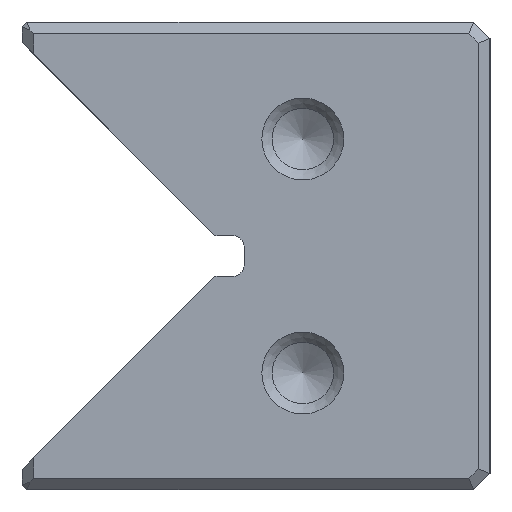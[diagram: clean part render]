
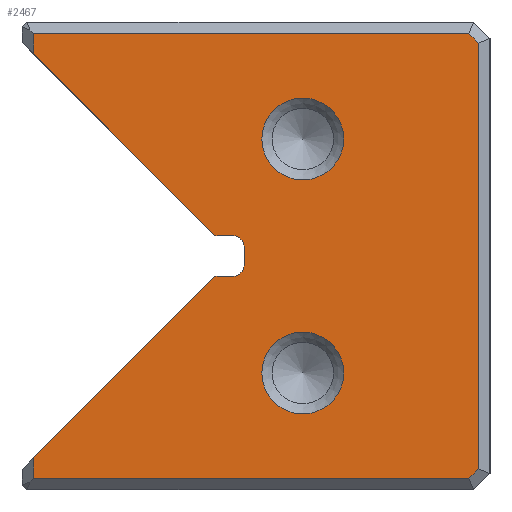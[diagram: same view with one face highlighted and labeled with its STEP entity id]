
A CAD part, left-side view. The second image highlights one B-rep face of the part: STEP entity #2467.
In plain terms, the highlighted planar face has unit normal (-1, 0, 0).
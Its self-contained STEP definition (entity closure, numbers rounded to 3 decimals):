
#2467=ADVANCED_FACE('',(#3361,#3362,#3363),#2844,.T.);
#2844=PLANE('',#8698);
#3090=CIRCLE('',#8694,3.5);
#3091=CIRCLE('',#8695,3.5);
#3092=CIRCLE('',#8696,1.);
#3093=CIRCLE('',#8697,1.);
#3361=FACE_BOUND('',#3531,.T.);
#3362=FACE_BOUND('',#3532,.T.);
#3363=FACE_BOUND('',#3533,.T.);
#3531=EDGE_LOOP('',(#4219));
#3532=EDGE_LOOP('',(#4220));
#3533=EDGE_LOOP('',(#4221,#4222,#4223,#4224,#4225,#4226,#4227,#4228,#4229,
#4230,#4231,#4232,#4233,#4234));
#4219=ORIENTED_EDGE('',*,*,#6675,.T.);
#4220=ORIENTED_EDGE('',*,*,#6676,.T.);
#4221=ORIENTED_EDGE('',*,*,#6677,.T.);
#4222=ORIENTED_EDGE('',*,*,#6678,.T.);
#4223=ORIENTED_EDGE('',*,*,#6679,.T.);
#4224=ORIENTED_EDGE('',*,*,#6680,.T.);
#4225=ORIENTED_EDGE('',*,*,#6681,.T.);
#4226=ORIENTED_EDGE('',*,*,#6682,.T.);
#4227=ORIENTED_EDGE('',*,*,#6683,.T.);
#4228=ORIENTED_EDGE('',*,*,#6684,.T.);
#4229=ORIENTED_EDGE('',*,*,#6685,.T.);
#4230=ORIENTED_EDGE('',*,*,#6686,.T.);
#4231=ORIENTED_EDGE('',*,*,#6687,.T.);
#4232=ORIENTED_EDGE('',*,*,#6688,.T.);
#4233=ORIENTED_EDGE('',*,*,#6689,.F.);
#4234=ORIENTED_EDGE('',*,*,#6690,.F.);
#6047=VERTEX_POINT('',#11143);
#6048=VERTEX_POINT('',#11145);
#6049=VERTEX_POINT('',#11147);
#6050=VERTEX_POINT('',#11148);
#6051=VERTEX_POINT('',#11150);
#6052=VERTEX_POINT('',#11152);
#6053=VERTEX_POINT('',#11154);
#6054=VERTEX_POINT('',#11156);
#6055=VERTEX_POINT('',#11158);
#6056=VERTEX_POINT('',#11160);
#6057=VERTEX_POINT('',#11162);
#6058=VERTEX_POINT('',#11164);
#6059=VERTEX_POINT('',#11166);
#6060=VERTEX_POINT('',#11168);
#6061=VERTEX_POINT('',#11170);
#6062=VERTEX_POINT('',#11172);
#6675=EDGE_CURVE('',#6047,#6047,#3090,.T.);
#6676=EDGE_CURVE('',#6048,#6048,#3091,.T.);
#6677=EDGE_CURVE('',#6049,#6050,#7505,.T.);
#6678=EDGE_CURVE('',#6050,#6051,#7506,.T.);
#6679=EDGE_CURVE('',#6051,#6052,#7507,.T.);
#6680=EDGE_CURVE('',#6052,#6053,#7508,.T.);
#6681=EDGE_CURVE('',#6053,#6054,#7509,.T.);
#6682=EDGE_CURVE('',#6054,#6055,#7510,.T.);
#6683=EDGE_CURVE('',#6055,#6056,#7511,.T.);
#6684=EDGE_CURVE('',#6056,#6057,#7512,.T.);
#6685=EDGE_CURVE('',#6057,#6058,#7513,.T.);
#6686=EDGE_CURVE('',#6058,#6059,#3092,.T.);
#6687=EDGE_CURVE('',#6059,#6060,#7514,.T.);
#6688=EDGE_CURVE('',#6060,#6061,#3093,.T.);
#6689=EDGE_CURVE('',#6062,#6061,#7515,.T.);
#6690=EDGE_CURVE('',#6049,#6062,#7516,.T.);
#7505=LINE('',#11146,#8175);
#7506=LINE('',#11149,#8176);
#7507=LINE('',#11151,#8177);
#7508=LINE('',#11153,#8178);
#7509=LINE('',#11155,#8179);
#7510=LINE('',#11157,#8180);
#7511=LINE('',#11159,#8181);
#7512=LINE('',#11161,#8182);
#7513=LINE('',#11163,#8183);
#7514=LINE('',#11167,#8184);
#7515=LINE('',#11171,#8185);
#7516=LINE('',#11173,#8186);
#8175=VECTOR('',#9225,1.);
#8176=VECTOR('',#9226,1.);
#8177=VECTOR('',#9227,1.);
#8178=VECTOR('',#9228,1.);
#8179=VECTOR('',#9229,1.);
#8180=VECTOR('',#9230,1.);
#8181=VECTOR('',#9231,1.);
#8182=VECTOR('',#9232,1.);
#8183=VECTOR('',#9233,1.);
#8184=VECTOR('',#9236,1.);
#8185=VECTOR('',#9239,1.);
#8186=VECTOR('',#9240,1.);
#8694=AXIS2_PLACEMENT_3D('',#11142,#9221,#9222);
#8695=AXIS2_PLACEMENT_3D('',#11144,#9223,#9224);
#8696=AXIS2_PLACEMENT_3D('',#11165,#9234,#9235);
#8697=AXIS2_PLACEMENT_3D('',#11169,#9237,#9238);
#8698=AXIS2_PLACEMENT_3D('',#11174,#9241,#9242);
#9221=DIRECTION('',(1.,0.,0.));
#9222=DIRECTION('',(0.,0.,1.));
#9223=DIRECTION('',(1.,0.,0.));
#9224=DIRECTION('',(0.,0.,1.));
#9225=DIRECTION('',(0.,0.,-1.));
#9226=DIRECTION('',(0.,-1.,0.));
#9227=DIRECTION('',(0.,-0.707,0.707));
#9228=DIRECTION('',(0.,0.,1.));
#9229=DIRECTION('',(0.,0.707,0.707));
#9230=DIRECTION('',(0.,1.,0.));
#9231=DIRECTION('',(0.,0.,-1.));
#9232=DIRECTION('',(0.,-0.707,-0.707));
#9233=DIRECTION('',(0.,-1.,0.));
#9234=DIRECTION('',(1.,0.,0.));
#9235=DIRECTION('',(0.,0.,1.));
#9236=DIRECTION('',(0.,0.,-1.));
#9237=DIRECTION('',(1.,0.,0.));
#9238=DIRECTION('',(0.,0.,1.));
#9239=DIRECTION('',(0.,-1.,0.));
#9240=DIRECTION('',(0.,-0.707,0.707));
#9241=DIRECTION('',(-1.,0.,0.));
#9242=DIRECTION('',(0.,0.,-1.));
#11142=CARTESIAN_POINT('',(0.,16.,30.));
#11143=CARTESIAN_POINT('',(0.,16.,33.5));
#11144=CARTESIAN_POINT('',(0.,16.,10.));
#11145=CARTESIAN_POINT('',(0.,16.,13.5));
#11146=CARTESIAN_POINT('',(0.,39.,0.));
#11147=CARTESIAN_POINT('',(0.,39.,2.758));
#11148=CARTESIAN_POINT('',(0.,39.,1.));
#11149=CARTESIAN_POINT('',(0.,20.,1.));
#11150=CARTESIAN_POINT('',(0.,1.814,1.));
#11151=CARTESIAN_POINT('',(0.,11.407,-8.593));
#11152=CARTESIAN_POINT('',(0.,1.,1.814));
#11153=CARTESIAN_POINT('',(0.,1.,0.));
#11154=CARTESIAN_POINT('',(0.,1.,38.186));
#11155=CARTESIAN_POINT('',(0.,-8.593,28.593));
#11156=CARTESIAN_POINT('',(0.,1.814,39.));
#11157=CARTESIAN_POINT('',(0.,20.,39.));
#11158=CARTESIAN_POINT('',(0.,39.,39.));
#11159=CARTESIAN_POINT('',(0.,39.,0.));
#11160=CARTESIAN_POINT('',(0.,39.,37.242));
#11161=CARTESIAN_POINT('',(0.,40.,38.242));
#11162=CARTESIAN_POINT('',(0.,23.508,21.75));
#11163=CARTESIAN_POINT('',(0.,21.,21.75));
#11164=CARTESIAN_POINT('',(0.,22.,21.75));
#11165=CARTESIAN_POINT('',(0.,22.,20.75));
#11166=CARTESIAN_POINT('',(0.,21.,20.75));
#11167=CARTESIAN_POINT('',(0.,21.,21.75));
#11168=CARTESIAN_POINT('',(0.,21.,19.25));
#11169=CARTESIAN_POINT('',(0.,22.,19.25));
#11170=CARTESIAN_POINT('',(0.,22.,18.25));
#11171=CARTESIAN_POINT('',(0.,21.,18.25));
#11172=CARTESIAN_POINT('',(0.,23.508,18.25));
#11173=CARTESIAN_POINT('',(0.,40.,1.758));
#11174=CARTESIAN_POINT('',(0.,20.,0.));
